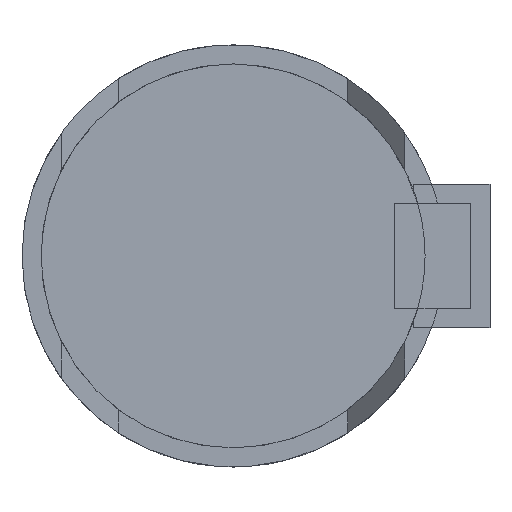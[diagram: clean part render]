
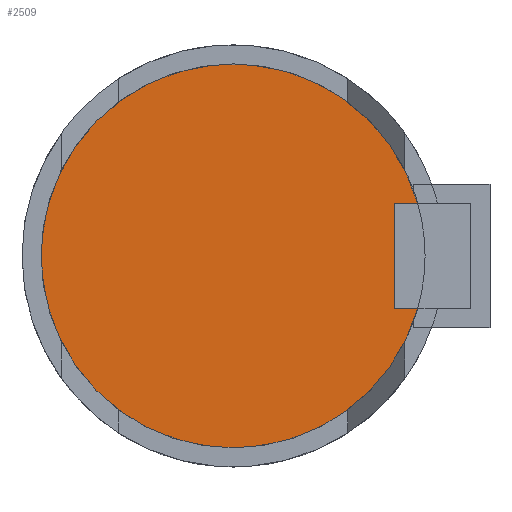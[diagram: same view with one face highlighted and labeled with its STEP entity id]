
A CAD part, top view. The second image highlights one B-rep face of the part: STEP entity #2509.
In plain terms, the highlighted planar face has unit normal (0, 0, 1).
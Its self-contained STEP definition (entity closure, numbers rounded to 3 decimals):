
#1687 = CYLINDRICAL_SURFACE('',#1688,10.05);
#1688 = AXIS2_PLACEMENT_3D('',#1689,#1690,#1691);
#1689 = CARTESIAN_POINT('',(0.,0.,1.));
#1690 = DIRECTION('',(0.,0.,1.));
#1691 = DIRECTION('',(1.,0.,0.));
#2193 = VERTEX_POINT('',#2194);
#2194 = CARTESIAN_POINT('',(9.666,-2.75,1.));
#2317 = VERTEX_POINT('',#2318);
#2318 = CARTESIAN_POINT('',(9.666,2.75,1.));
#2426 = EDGE_CURVE('',#2317,#2193,#2427,.T.);
#2427 = SURFACE_CURVE('',#2428,(#2433,#2440),.PCURVE_S1.);
#2428 = CIRCLE('',#2429,10.05);
#2429 = AXIS2_PLACEMENT_3D('',#2430,#2431,#2432);
#2430 = CARTESIAN_POINT('',(0.,0.,1.));
#2431 = DIRECTION('',(0.,0.,1.));
#2432 = DIRECTION('',(1.,0.,0.));
#2433 = PCURVE('',#1687,#2434);
#2434 = DEFINITIONAL_REPRESENTATION('',(#2435),#2439);
#2435 = LINE('',#2436,#2437);
#2436 = CARTESIAN_POINT('',(0.,0.));
#2437 = VECTOR('',#2438,1.);
#2438 = DIRECTION('',(1.,0.));
#2439 = ( GEOMETRIC_REPRESENTATION_CONTEXT(2) 
PARAMETRIC_REPRESENTATION_CONTEXT() REPRESENTATION_CONTEXT('2D SPACE',''
  ) );
#2440 = PCURVE('',#2441,#2446);
#2441 = PLANE('',#2442);
#2442 = AXIS2_PLACEMENT_3D('',#2443,#2444,#2445);
#2443 = CARTESIAN_POINT('',(0.,0.,1.));
#2444 = DIRECTION('',(0.,0.,1.));
#2445 = DIRECTION('',(1.,0.,0.));
#2446 = DEFINITIONAL_REPRESENTATION('',(#2447),#2451);
#2447 = CIRCLE('',#2448,10.05);
#2448 = AXIS2_PLACEMENT_2D('',#2449,#2450);
#2449 = CARTESIAN_POINT('',(0.,0.));
#2450 = DIRECTION('',(1.,0.));
#2451 = ( GEOMETRIC_REPRESENTATION_CONTEXT(2) 
PARAMETRIC_REPRESENTATION_CONTEXT() REPRESENTATION_CONTEXT('2D SPACE',''
  ) );
#2474 = PLANE('',#2475);
#2475 = AXIS2_PLACEMENT_3D('',#2476,#2477,#2478);
#2476 = CARTESIAN_POINT('',(0.,0.,1.));
#2477 = DIRECTION('',(0.,0.,1.));
#2478 = DIRECTION('',(1.,0.,0.));
#2509 = ADVANCED_FACE('',(#2510),#2441,.T.);
#2510 = FACE_BOUND('',#2511,.T.);
#2511 = EDGE_LOOP('',(#2512,#2535,#2536,#2559));
#2512 = ORIENTED_EDGE('',*,*,#2513,.T.);
#2513 = EDGE_CURVE('',#2514,#2317,#2516,.T.);
#2514 = VERTEX_POINT('',#2515);
#2515 = CARTESIAN_POINT('',(8.45,2.75,1.));
#2516 = SURFACE_CURVE('',#2517,(#2521,#2528),.PCURVE_S1.);
#2517 = LINE('',#2518,#2519);
#2518 = CARTESIAN_POINT('',(8.45,2.75,1.));
#2519 = VECTOR('',#2520,1.);
#2520 = DIRECTION('',(1.,0.,0.));
#2521 = PCURVE('',#2441,#2522);
#2522 = DEFINITIONAL_REPRESENTATION('',(#2523),#2527);
#2523 = LINE('',#2524,#2525);
#2524 = CARTESIAN_POINT('',(8.45,2.75));
#2525 = VECTOR('',#2526,1.);
#2526 = DIRECTION('',(1.,0.));
#2527 = ( GEOMETRIC_REPRESENTATION_CONTEXT(2) 
PARAMETRIC_REPRESENTATION_CONTEXT() REPRESENTATION_CONTEXT('2D SPACE',''
  ) );
#2528 = PCURVE('',#2474,#2529);
#2529 = DEFINITIONAL_REPRESENTATION('',(#2530),#2534);
#2530 = LINE('',#2531,#2532);
#2531 = CARTESIAN_POINT('',(8.45,2.75));
#2532 = VECTOR('',#2533,1.);
#2533 = DIRECTION('',(1.,0.));
#2534 = ( GEOMETRIC_REPRESENTATION_CONTEXT(2) 
PARAMETRIC_REPRESENTATION_CONTEXT() REPRESENTATION_CONTEXT('2D SPACE',''
  ) );
#2535 = ORIENTED_EDGE('',*,*,#2426,.T.);
#2536 = ORIENTED_EDGE('',*,*,#2537,.F.);
#2537 = EDGE_CURVE('',#2538,#2193,#2540,.T.);
#2538 = VERTEX_POINT('',#2539);
#2539 = CARTESIAN_POINT('',(8.45,-2.75,1.));
#2540 = SURFACE_CURVE('',#2541,(#2545,#2552),.PCURVE_S1.);
#2541 = LINE('',#2542,#2543);
#2542 = CARTESIAN_POINT('',(8.45,-2.75,1.));
#2543 = VECTOR('',#2544,1.);
#2544 = DIRECTION('',(1.,0.,0.));
#2545 = PCURVE('',#2441,#2546);
#2546 = DEFINITIONAL_REPRESENTATION('',(#2547),#2551);
#2547 = LINE('',#2548,#2549);
#2548 = CARTESIAN_POINT('',(8.45,-2.75));
#2549 = VECTOR('',#2550,1.);
#2550 = DIRECTION('',(1.,0.));
#2551 = ( GEOMETRIC_REPRESENTATION_CONTEXT(2) 
PARAMETRIC_REPRESENTATION_CONTEXT() REPRESENTATION_CONTEXT('2D SPACE',''
  ) );
#2552 = PCURVE('',#2474,#2553);
#2553 = DEFINITIONAL_REPRESENTATION('',(#2554),#2558);
#2554 = LINE('',#2555,#2556);
#2555 = CARTESIAN_POINT('',(8.45,-2.75));
#2556 = VECTOR('',#2557,1.);
#2557 = DIRECTION('',(1.,0.));
#2558 = ( GEOMETRIC_REPRESENTATION_CONTEXT(2) 
PARAMETRIC_REPRESENTATION_CONTEXT() REPRESENTATION_CONTEXT('2D SPACE',''
  ) );
#2559 = ORIENTED_EDGE('',*,*,#2560,.T.);
#2560 = EDGE_CURVE('',#2538,#2514,#2561,.T.);
#2561 = SURFACE_CURVE('',#2562,(#2566,#2573),.PCURVE_S1.);
#2562 = LINE('',#2563,#2564);
#2563 = CARTESIAN_POINT('',(8.45,-2.75,1.));
#2564 = VECTOR('',#2565,1.);
#2565 = DIRECTION('',(0.,1.,0.));
#2566 = PCURVE('',#2441,#2567);
#2567 = DEFINITIONAL_REPRESENTATION('',(#2568),#2572);
#2568 = LINE('',#2569,#2570);
#2569 = CARTESIAN_POINT('',(8.45,-2.75));
#2570 = VECTOR('',#2571,1.);
#2571 = DIRECTION('',(0.,1.));
#2572 = ( GEOMETRIC_REPRESENTATION_CONTEXT(2) 
PARAMETRIC_REPRESENTATION_CONTEXT() REPRESENTATION_CONTEXT('2D SPACE',''
  ) );
#2573 = PCURVE('',#2474,#2574);
#2574 = DEFINITIONAL_REPRESENTATION('',(#2575),#2579);
#2575 = LINE('',#2576,#2577);
#2576 = CARTESIAN_POINT('',(8.45,-2.75));
#2577 = VECTOR('',#2578,1.);
#2578 = DIRECTION('',(0.,1.));
#2579 = ( GEOMETRIC_REPRESENTATION_CONTEXT(2) 
PARAMETRIC_REPRESENTATION_CONTEXT() REPRESENTATION_CONTEXT('2D SPACE',''
  ) );
